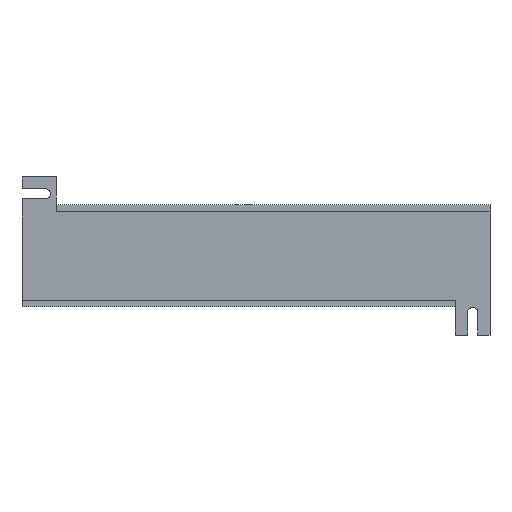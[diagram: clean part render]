
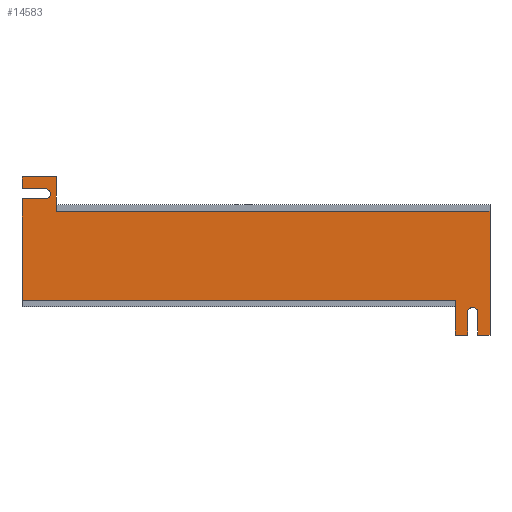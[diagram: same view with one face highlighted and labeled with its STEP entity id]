
A CAD part, front view. The second image highlights one B-rep face of the part: STEP entity #14583.
In plain terms, the highlighted planar face has unit normal (0, -1, 0).
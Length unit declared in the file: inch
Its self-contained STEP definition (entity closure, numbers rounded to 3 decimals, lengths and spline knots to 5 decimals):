
#12191 = VERTEX_POINT ( 'NONE', #34434 ) ;
#14144 = EDGE_CURVE ( 'NONE', #14195, #14146, #37771, .T. ) ;
#14146 = VERTEX_POINT ( 'NONE', #37763 ) ;
#14164 = VERTEX_POINT ( 'NONE', #37799 ) ;
#14169 = VERTEX_POINT ( 'NONE', #37792 ) ;
#14191 = EDGE_CURVE ( 'NONE', #14973, #14169, #37835, .T. ) ;
#14194 = EDGE_CURVE ( 'NONE', #14169, #14195, #37886, .T. ) ;
#14195 = VERTEX_POINT ( 'NONE', #37881 ) ;
#14208 = EDGE_CURVE ( 'NONE', #14146, #14164, #37870, .T. ) ;
#14309 = EDGE_CURVE ( 'NONE', #14164, #14310, #38025, .T. ) ;
#14310 = VERTEX_POINT ( 'NONE', #38020 ) ;
#14315 = EDGE_CURVE ( 'NONE', #14310, #14318, #38021, .T. ) ;
#14318 = VERTEX_POINT ( 'NONE', #38075 ) ;
#14382 = VERTEX_POINT ( 'NONE', #38178 ) ;
#14400 = EDGE_CURVE ( 'NONE', #14318, #14419, #38214, .T. ) ;
#14419 = VERTEX_POINT ( 'NONE', #38186 ) ;
#14425 = VERTEX_POINT ( 'NONE', #38236 ) ;
#14431 = EDGE_CURVE ( 'NONE', #14440, #14432, #38225, .T. ) ;
#14432 = VERTEX_POINT ( 'NONE', #38220 ) ;
#14437 = EDGE_CURVE ( 'NONE', #14432, #14425, #38272, .T. ) ;
#14438 = EDGE_CURVE ( 'NONE', #14382, #14440, #38268, .T. ) ;
#14440 = VERTEX_POINT ( 'NONE', #38264 ) ;
#14449 = EDGE_CURVE ( 'NONE', #14464, #14382, #38254, .T. ) ;
#14462 = EDGE_CURVE ( 'NONE', #14419, #14464, #38294, .T. ) ;
#14464 = VERTEX_POINT ( 'NONE', #38290 ) ;
#14476 = EDGE_CURVE ( 'NONE', #14425, #14477, #38329, .T. ) ;
#14477 = VERTEX_POINT ( 'NONE', #38325 ) ;
#14490 = EDGE_CURVE ( 'NONE', #14477, #14498, #38311, .T. ) ;
#14498 = VERTEX_POINT ( 'NONE', #38363 ) ;
#14532 = EDGE_CURVE ( 'NONE', #14498, #12191, #38430, .T. ) ;
#14553 = EDGE_LOOP ( 'NONE', ( #14582, #14584, #14561, #14562, #14563, #14564, #14565, #14566, #14567, #14555, #14556, #14557, #14568, #14569, #14570, #14571 ) ) ;
#14555 = ORIENTED_EDGE ( 'NONE', *, *, #14400, .F. ) ;
#14556 = ORIENTED_EDGE ( 'NONE', *, *, #14315, .F. ) ;
#14557 = ORIENTED_EDGE ( 'NONE', *, *, #14309, .F. ) ;
#14561 = ORIENTED_EDGE ( 'NONE', *, *, #14490, .F. ) ;
#14562 = ORIENTED_EDGE ( 'NONE', *, *, #14476, .F. ) ;
#14563 = ORIENTED_EDGE ( 'NONE', *, *, #14437, .F. ) ;
#14564 = ORIENTED_EDGE ( 'NONE', *, *, #14431, .F. ) ;
#14565 = ORIENTED_EDGE ( 'NONE', *, *, #14438, .F. ) ;
#14566 = ORIENTED_EDGE ( 'NONE', *, *, #14449, .F. ) ;
#14567 = ORIENTED_EDGE ( 'NONE', *, *, #14462, .F. ) ;
#14568 = ORIENTED_EDGE ( 'NONE', *, *, #14208, .F. ) ;
#14569 = ORIENTED_EDGE ( 'NONE', *, *, #14144, .F. ) ;
#14570 = ORIENTED_EDGE ( 'NONE', *, *, #14194, .F. ) ;
#14571 = ORIENTED_EDGE ( 'NONE', *, *, #14191, .F. ) ;
#14582 = ORIENTED_EDGE ( 'NONE', *, *, #14972, .F. ) ;
#14583 = ADVANCED_FACE ( 'NONE', ( #38458 ), #38457, .F. ) ;
#14584 = ORIENTED_EDGE ( 'NONE', *, *, #14532, .F. ) ;
#14972 = EDGE_CURVE ( 'NONE', #12191, #14973, #39081, .T. ) ;
#14973 = VERTEX_POINT ( 'NONE', #39077 ) ;
#34434 = CARTESIAN_POINT ( 'NONE',  ( -5., 0., -0.955 ) ) ;
#37763 = CARTESIAN_POINT ( 'NONE',  ( -5., 0., 1.43 ) ) ;
#37768 = DIRECTION ( 'NONE',  ( -1., 0., 0. ) ) ;
#37769 = VECTOR ( 'NONE', #37768, 39.37008 ) ;
#37770 = CARTESIAN_POINT ( 'NONE',  ( -4.5, 0., 1.43 ) ) ;
#37771 = LINE ( 'NONE', #37770, #37769 ) ;
#37792 = CARTESIAN_POINT ( 'NONE',  ( -4.5, 0., 1.215 ) ) ;
#37799 = CARTESIAN_POINT ( 'NONE',  ( -5., 0., 1.685 ) ) ;
#37832 = DIRECTION ( 'NONE',  ( 1., 0., 0. ) ) ;
#37833 = VECTOR ( 'NONE', #37832, 39.37008 ) ;
#37834 = CARTESIAN_POINT ( 'NONE',  ( -5., 0., 1.215 ) ) ;
#37835 = LINE ( 'NONE', #37834, #37833 ) ;
#37867 = DIRECTION ( 'NONE',  ( 0., 0., 1. ) ) ;
#37868 = VECTOR ( 'NONE', #37867, 39.37008 ) ;
#37869 = CARTESIAN_POINT ( 'NONE',  ( -5., 0., 1.43 ) ) ;
#37870 = LINE ( 'NONE', #37869, #37868 ) ;
#37881 = CARTESIAN_POINT ( 'NONE',  ( -4.5, 0., 1.43 ) ) ;
#37882 = DIRECTION ( 'NONE',  ( 0., 0., 1. ) ) ;
#37883 = DIRECTION ( 'NONE',  ( 0., -1., 0. ) ) ;
#37884 = CARTESIAN_POINT ( 'NONE',  ( -4.5, 0., 1.3225 ) ) ;
#37885 = AXIS2_PLACEMENT_3D ( 'NONE', #37884, #37883, #37882 ) ;
#37886 = CIRCLE ( 'NONE', #37885, 0.1075 ) ;
#38020 = CARTESIAN_POINT ( 'NONE',  ( -4.265, 0., 1.685 ) ) ;
#38021 = LINE ( 'NONE', #38084, #38083 ) ;
#38022 = DIRECTION ( 'NONE',  ( 1., 0., 0. ) ) ;
#38023 = VECTOR ( 'NONE', #38022, 39.37008 ) ;
#38024 = CARTESIAN_POINT ( 'NONE',  ( -5., 0., 1.685 ) ) ;
#38025 = LINE ( 'NONE', #38024, #38023 ) ;
#38075 = CARTESIAN_POINT ( 'NONE',  ( -4.265, 0., 0.955 ) ) ;
#38082 = DIRECTION ( 'NONE',  ( 0., 0., -1. ) ) ;
#38083 = VECTOR ( 'NONE', #38082, 39.37008 ) ;
#38084 = CARTESIAN_POINT ( 'NONE',  ( -4.265, 0., 1.685 ) ) ;
#38178 = CARTESIAN_POINT ( 'NONE',  ( 4.7375, 0., -1.695 ) ) ;
#38186 = CARTESIAN_POINT ( 'NONE',  ( 5., 0., 0.955 ) ) ;
#38211 = DIRECTION ( 'NONE',  ( 1., 0., 0. ) ) ;
#38212 = VECTOR ( 'NONE', #38211, 39.37008 ) ;
#38213 = CARTESIAN_POINT ( 'NONE',  ( -4.265, 0., 0.955 ) ) ;
#38214 = LINE ( 'NONE', #38213, #38212 ) ;
#38220 = CARTESIAN_POINT ( 'NONE',  ( 4.5225, 0., -1.2125 ) ) ;
#38221 = DIRECTION ( 'NONE',  ( 0., 0., 1. ) ) ;
#38222 = DIRECTION ( 'NONE',  ( 0., -1., 0. ) ) ;
#38223 = CARTESIAN_POINT ( 'NONE',  ( 4.63, 0., -1.2125 ) ) ;
#38224 = AXIS2_PLACEMENT_3D ( 'NONE', #38223, #38222, #38221 ) ;
#38225 = CIRCLE ( 'NONE', #38224, 0.1075 ) ;
#38236 = CARTESIAN_POINT ( 'NONE',  ( 4.5225, 0., -1.695 ) ) ;
#38251 = DIRECTION ( 'NONE',  ( -1., 0., 0. ) ) ;
#38252 = VECTOR ( 'NONE', #38251, 39.37008 ) ;
#38253 = CARTESIAN_POINT ( 'NONE',  ( 5., 0., -1.695 ) ) ;
#38254 = LINE ( 'NONE', #38253, #38252 ) ;
#38264 = CARTESIAN_POINT ( 'NONE',  ( 4.7375, 0., -1.2125 ) ) ;
#38265 = DIRECTION ( 'NONE',  ( 0., 0., 1. ) ) ;
#38266 = VECTOR ( 'NONE', #38265, 39.37008 ) ;
#38267 = CARTESIAN_POINT ( 'NONE',  ( 4.7375, 0., -1.695 ) ) ;
#38268 = LINE ( 'NONE', #38267, #38266 ) ;
#38269 = DIRECTION ( 'NONE',  ( 0., 0., -1. ) ) ;
#38270 = VECTOR ( 'NONE', #38269, 39.37008 ) ;
#38271 = CARTESIAN_POINT ( 'NONE',  ( 4.5225, 0., -1.2125 ) ) ;
#38272 = LINE ( 'NONE', #38271, #38270 ) ;
#38290 = CARTESIAN_POINT ( 'NONE',  ( 5., 0., -1.695 ) ) ;
#38291 = DIRECTION ( 'NONE',  ( 0., 0., -1. ) ) ;
#38292 = VECTOR ( 'NONE', #38291, 39.37008 ) ;
#38293 = CARTESIAN_POINT ( 'NONE',  ( 5., 0., -0.955 ) ) ;
#38294 = LINE ( 'NONE', #38293, #38292 ) ;
#38310 = CARTESIAN_POINT ( 'NONE',  ( 4.26, 0., -1.695 ) ) ;
#38311 = LINE ( 'NONE', #38310, #38374 ) ;
#38325 = CARTESIAN_POINT ( 'NONE',  ( 4.26, 0., -1.695 ) ) ;
#38326 = DIRECTION ( 'NONE',  ( -1., 0., 0. ) ) ;
#38327 = VECTOR ( 'NONE', #38326, 39.37008 ) ;
#38328 = CARTESIAN_POINT ( 'NONE',  ( 4.5225, 0., -1.695 ) ) ;
#38329 = LINE ( 'NONE', #38328, #38327 ) ;
#38363 = CARTESIAN_POINT ( 'NONE',  ( 4.26, 0., -0.955 ) ) ;
#38373 = DIRECTION ( 'NONE',  ( 0., 0., 1. ) ) ;
#38374 = VECTOR ( 'NONE', #38373, 39.37008 ) ;
#38427 = DIRECTION ( 'NONE',  ( -1., 0., 0. ) ) ;
#38428 = VECTOR ( 'NONE', #38427, 39.37008 ) ;
#38429 = CARTESIAN_POINT ( 'NONE',  ( -5., 0., -0.955 ) ) ;
#38430 = LINE ( 'NONE', #38429, #38428 ) ;
#38453 = DIRECTION ( 'NONE',  ( 0., 0., 1. ) ) ;
#38454 = DIRECTION ( 'NONE',  ( 0., 1., 0. ) ) ;
#38455 = CARTESIAN_POINT ( 'NONE',  ( -4.5, 0., 1.3225 ) ) ;
#38456 = AXIS2_PLACEMENT_3D ( 'NONE', #38455, #38454, #38453 ) ;
#38457 = PLANE ( 'NONE',  #38456 ) ;
#38458 = FACE_OUTER_BOUND ( 'NONE', #14553, .T. ) ;
#39077 = CARTESIAN_POINT ( 'NONE',  ( -5., 0., 1.215 ) ) ;
#39078 = DIRECTION ( 'NONE',  ( 0., 0., 1. ) ) ;
#39079 = VECTOR ( 'NONE', #39078, 39.37008 ) ;
#39080 = CARTESIAN_POINT ( 'NONE',  ( -5., 0., -0.955 ) ) ;
#39081 = LINE ( 'NONE', #39080, #39079 ) ;
